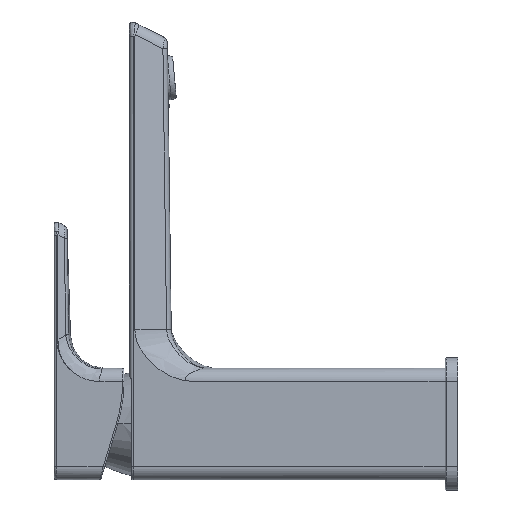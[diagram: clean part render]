
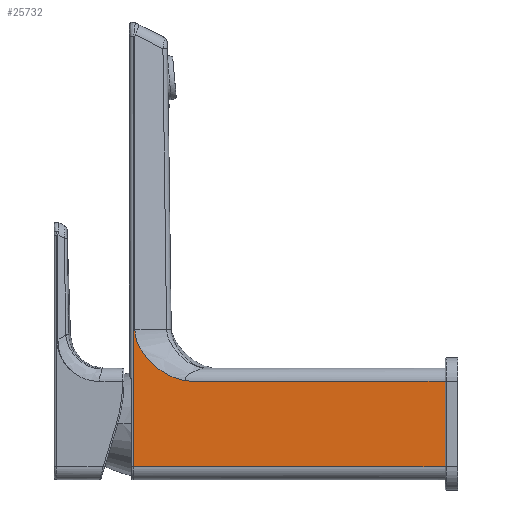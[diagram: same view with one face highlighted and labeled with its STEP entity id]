
A CAD part, left-side view. The second image highlights one B-rep face of the part: STEP entity #25732.
In plain terms, the highlighted face is planar.
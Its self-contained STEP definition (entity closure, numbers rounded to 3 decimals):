
#9044=DIRECTION('',(0.,-1.,0.));
#9045=VECTOR('',#9044,98.701);
#9046=CARTESIAN_POINT('',(16.526,99.889,21.5));
#9047=LINE('',#9046,#9045);
#9058=DIRECTION('',(1.,0.,0.));
#9059=VECTOR('',#9058,33.052);
#9060=CARTESIAN_POINT('',(-16.526,1.188,21.5));
#9061=LINE('',#9060,#9059);
#9065=DIRECTION('',(0.456,0.89,0.));
#9066=VECTOR('',#9065,0.576);
#9067=CARTESIAN_POINT('',(149.411,121.,21.5));
#9068=LINE('',#9067,#9066);
#9072=CARTESIAN_POINT('',(21.5,112.151,21.5));
#9073=CARTESIAN_POINT('',(21.84,112.598,21.5));
#9074=CARTESIAN_POINT('',(22.54,113.459,21.5));
#9075=CARTESIAN_POINT('',(23.649,114.675,21.5));
#9076=CARTESIAN_POINT('',(24.799,115.79,21.5));
#9077=CARTESIAN_POINT('',(25.968,116.795,21.5));
#9078=CARTESIAN_POINT('',(27.139,117.682,21.5));
#9079=CARTESIAN_POINT('',(28.299,118.45,21.5));
#9080=CARTESIAN_POINT('',(29.438,119.104,21.5));
#9081=CARTESIAN_POINT('',(30.547,119.648,21.5));
#9082=CARTESIAN_POINT('',(31.623,120.089,21.5));
#9083=CARTESIAN_POINT('',(32.665,120.436,21.5));
#9084=CARTESIAN_POINT('',(33.67,120.695,21.5));
#9085=CARTESIAN_POINT('',(34.641,120.873,21.5));
#9086=CARTESIAN_POINT('',(35.582,120.977,21.5));
#9087=CARTESIAN_POINT('',(36.196,121.,21.5));
#9088=CARTESIAN_POINT('',(36.5,121.,21.5));
#9093=CARTESIAN_POINT('',(16.533,100.006,21.5));
#9094=CARTESIAN_POINT('',(16.556,100.346,21.5));
#9095=CARTESIAN_POINT('',(16.628,101.042,21.5));
#9096=CARTESIAN_POINT('',(16.806,102.137,21.5));
#9097=CARTESIAN_POINT('',(17.068,103.287,21.5));
#9098=CARTESIAN_POINT('',(17.415,104.488,21.5));
#9099=CARTESIAN_POINT('',(17.871,105.727,21.5));
#9100=CARTESIAN_POINT('',(18.386,107.015,21.5));
#9101=CARTESIAN_POINT('',(19.034,108.31,21.5));
#9102=CARTESIAN_POINT('',(19.765,109.615,21.5));
#9103=CARTESIAN_POINT('',(20.589,110.905,21.5));
#9104=CARTESIAN_POINT('',(21.187,111.739,21.5));
#9105=CARTESIAN_POINT('',(21.5,112.152,21.5));
#9110=CARTESIAN_POINT('',(16.526,99.889,21.5));
#9111=CARTESIAN_POINT('',(16.527,99.908,21.5));
#9112=CARTESIAN_POINT('',(16.513,99.951,21.501));
#9113=CARTESIAN_POINT('',(16.564,99.979,21.498));
#9114=CARTESIAN_POINT('',(16.565,99.998,21.498));
#9146=CARTESIAN_POINT('',(-16.526,121.513,21.5));
#9159=DIRECTION('',(0.,1.,0.));
#9160=VECTOR('',#9159,120.325);
#9161=CARTESIAN_POINT('',(-16.526,1.188,21.5));
#9162=LINE('',#9161,#9160);
#9708=CARTESIAN_POINT('',(36.5,121.,21.5));
#9799=DIRECTION('',(-1.,0.,0.));
#9800=VECTOR('',#9799,112.912);
#9801=CARTESIAN_POINT('',(149.411,121.,21.5));
#9802=LINE('',#9801,#9800);
#9939=CARTESIAN_POINT('',(149.674,121.513,21.5));
#10099=DIRECTION('',(1.,0.,0.));
#10100=VECTOR('',#10099,166.2);
#10101=CARTESIAN_POINT('',(-16.526,121.513,21.5));
#10102=LINE('',#10101,#10100);
#10845=CARTESIAN_POINT('',(16.526,99.889,21.5));
#10848=CARTESIAN_POINT('',(16.565,99.998,21.498));
#13982=VERTEX_POINT('',#9939);
#13984=CARTESIAN_POINT('',(149.411,121.,21.5));
#13985=VERTEX_POINT('',#13984);
#13988=VERTEX_POINT('',#9146);
#13989=VERTEX_POINT('',#9708);
#13999=VERTEX_POINT('',#10845);
#14000=VERTEX_POINT('',#10848);
#14001=VERTEX_POINT('',#9072);
#14221=CARTESIAN_POINT('',(16.526,1.188,21.5));
#14222=VERTEX_POINT('',#14221);
#14223=CARTESIAN_POINT('',(-16.526,1.188,21.5));
#14225=VERTEX_POINT('',#14223);
#25709=CARTESIAN_POINT('',(-21.5,0.,21.5));
#25710=DIRECTION('',(0.,0.,1.));
#25711=DIRECTION('',(1.,0.,0.));
#25712=AXIS2_PLACEMENT_3D('',#25709,#25710,#25711);
#25713=PLANE('',#25712);
#25714=ORIENTED_EDGE('',*,*,#25635,.F.);
#25716=ORIENTED_EDGE('',*,*,#25715,.T.);
#25718=ORIENTED_EDGE('',*,*,#25717,.T.);
#25720=ORIENTED_EDGE('',*,*,#25719,.F.);
#25722=ORIENTED_EDGE('',*,*,#25721,.T.);
#25724=ORIENTED_EDGE('',*,*,#25723,.F.);
#25726=ORIENTED_EDGE('',*,*,#25725,.F.);
#25728=ORIENTED_EDGE('',*,*,#25727,.F.);
#25729=ORIENTED_EDGE('',*,*,#25688,.T.);
#25730=EDGE_LOOP('',(#25714,#25716,#25718,#25720,#25722,#25724,#25726,#25728,
#25729));
#25731=FACE_OUTER_BOUND('',#25730,.F.);
#25732=ADVANCED_FACE('',(#25731),#25713,.T.);
#9089=B_SPLINE_CURVE_WITH_KNOTS('',3,(#9072,#9073,#9074,#9075,#9076,#9077,#9078,
#9079,#9080,#9081,#9082,#9083,#9084,#9085,#9086,#9087,#9088),.UNSPECIFIED.,.F.,
.F.,(4,1,1,1,1,1,1,1,1,1,1,1,1,1,4),(0.,0.071,0.143,
0.214,0.286,0.357,0.429,0.5,
0.571,0.643,0.714,0.786,
0.857,0.929,1.),.UNSPECIFIED.);
#9106=B_SPLINE_CURVE_WITH_KNOTS('',3,(#9093,#9094,#9095,#9096,#9097,#9098,#9099,
#9100,#9101,#9102,#9103,#9104,#9105),.UNSPECIFIED.,.F.,.F.,(4,1,1,1,1,1,1,1,1,1,
4),(0.,0.1,0.2,0.3,0.4,0.5,0.6,0.7,0.8,0.9,1.),
.UNSPECIFIED.);
#9115=B_SPLINE_CURVE_WITH_KNOTS('',3,(#9110,#9111,#9112,#9113,#9114),
.UNSPECIFIED.,.F.,.F.,(4,1,4),(0.,0.5,1.),.UNSPECIFIED.);
#25635=EDGE_CURVE('',#14225,#14222,#9061,.T.);
#25688=EDGE_CURVE('',#13999,#14222,#9047,.T.);
#25715=EDGE_CURVE('',#14225,#13988,#9162,.T.);
#25717=EDGE_CURVE('',#13988,#13982,#10102,.T.);
#25719=EDGE_CURVE('',#13985,#13982,#9068,.T.);
#25721=EDGE_CURVE('',#13985,#13989,#9802,.T.);
#25723=EDGE_CURVE('',#14001,#13989,#9089,.T.);
#25725=EDGE_CURVE('',#14000,#14001,#9106,.T.);
#25727=EDGE_CURVE('',#13999,#14000,#9115,.T.);
